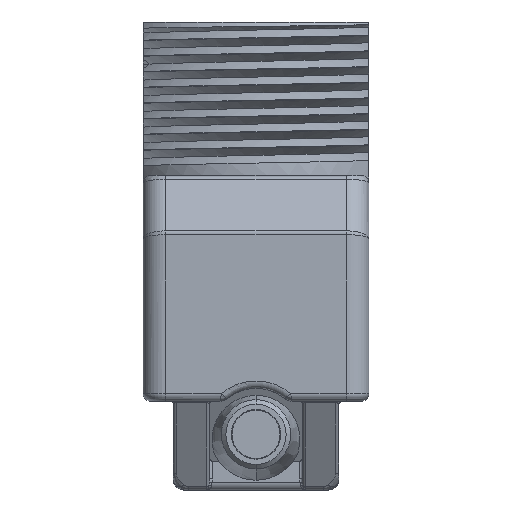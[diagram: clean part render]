
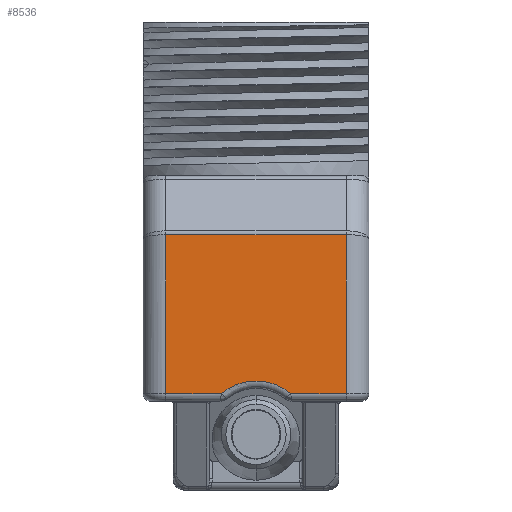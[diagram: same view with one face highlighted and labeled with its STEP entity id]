
A CAD part, front view. The second image highlights one B-rep face of the part: STEP entity #8536.
In plain terms, the highlighted planar face has unit normal (0, -1, 0).
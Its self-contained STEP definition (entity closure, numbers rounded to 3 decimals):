
#775=DIRECTION('',(0.,0.,-1.));
#776=VECTOR('',#775,10.564);
#777=CARTESIAN_POINT('',(-6.,-17.25,3.764));
#778=LINE('',#777,#776);
#787=DIRECTION('',(0.,0.,1.));
#788=VECTOR('',#787,10.564);
#789=CARTESIAN_POINT('',(6.,-17.25,-6.8));
#790=LINE('',#789,#788);
#1351=DIRECTION('',(-1.,0.,0.));
#1352=VECTOR('',#1351,3.695);
#1353=CARTESIAN_POINT('',(-2.305,-17.25,
-6.8));
#1354=LINE('',#1353,#1352);
#1367=CARTESIAN_POINT('',(-2.305,-17.25,
-6.8));
#1393=CARTESIAN_POINT('',(0.,-17.25,-9.5));
#1394=DIRECTION('',(0.,1.,0.));
#1395=DIRECTION('',(-0.649,0.,0.761));
#1396=AXIS2_PLACEMENT_3D('',#1393,#1394,#1395);
#1398=CARTESIAN_POINT('',(2.305,-17.25,
-6.8));
#1426=DIRECTION('',(-1.,0.,0.));
#1427=VECTOR('',#1426,3.695);
#1428=CARTESIAN_POINT('',(6.,-17.25,-6.8));
#1429=LINE('',#1428,#1427);
#2683=DIRECTION('',(-1.,0.,0.));
#2684=VECTOR('',#2683,12.);
#2685=CARTESIAN_POINT('',(6.,-17.25,3.764));
#2686=LINE('',#2685,#2684);
#2696=CARTESIAN_POINT('',(-6.,-17.25,
3.764));
#7113=VERTEX_POINT('',#2696);
#7116=CARTESIAN_POINT('',(6.,-17.25,3.764));
#7117=VERTEX_POINT('',#7116);
#7831=CARTESIAN_POINT('',(6.,-17.25,-6.8));
#7832=VERTEX_POINT('',#7831);
#7849=CARTESIAN_POINT('',(-6.,-17.25,-6.8));
#7850=VERTEX_POINT('',#7849);
#7851=VERTEX_POINT('',#1398);
#7855=VERTEX_POINT('',#1367);
#8518=CARTESIAN_POINT('',(7.5,-17.25,0.));
#8519=DIRECTION('',(0.,-1.,0.));
#8520=DIRECTION('',(0.,0.,1.));
#8521=AXIS2_PLACEMENT_3D('',#8518,#8519,#8520);
#8522=PLANE('',#8521);
#8524=ORIENTED_EDGE('',*,*,#8523,.F.);
#8526=ORIENTED_EDGE('',*,*,#8525,.T.);
#8528=ORIENTED_EDGE('',*,*,#8527,.F.);
#8530=ORIENTED_EDGE('',*,*,#8529,.T.);
#8531=ORIENTED_EDGE('',*,*,#8508,.F.);
#8533=ORIENTED_EDGE('',*,*,#8532,.F.);
#8534=EDGE_LOOP('',(#8524,#8526,#8528,#8530,#8531,#8533));
#8535=FACE_OUTER_BOUND('',#8534,.F.);
#8536=ADVANCED_FACE('',(#8535),#8522,.T.);
#1397=CIRCLE('',#1396,3.55);
#8508=EDGE_CURVE('',#7113,#7850,#778,.T.);
#8523=EDGE_CURVE('',#7832,#7117,#790,.T.);
#8525=EDGE_CURVE('',#7832,#7851,#1429,.T.);
#8527=EDGE_CURVE('',#7855,#7851,#1397,.T.);
#8529=EDGE_CURVE('',#7855,#7850,#1354,.T.);
#8532=EDGE_CURVE('',#7117,#7113,#2686,.T.);
